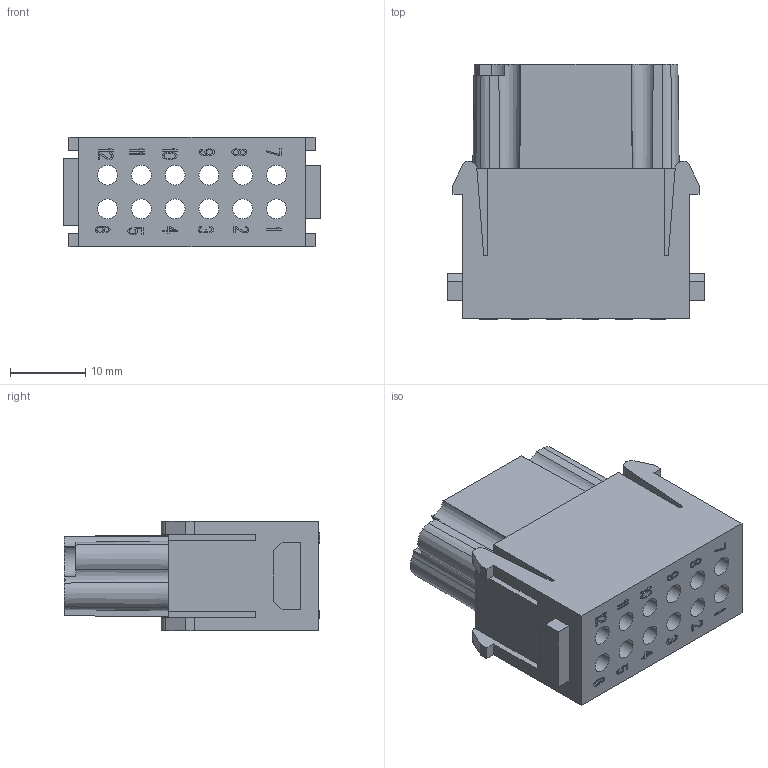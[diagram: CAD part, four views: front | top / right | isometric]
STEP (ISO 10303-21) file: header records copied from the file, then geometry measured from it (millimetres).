
FILE_DESCRIPTION((''),'2;1');
FILE_NAME('HM012_01','2017-06-16T',('tl.yang'),(''),'PRO/ENGINEER BY PARAMETRIC TECHNOLOGY CORPORATION, 2011500','PRO/ENGINEER BY PARAMETRIC TECHNOLOGY CORPORATION, 2011500','');
FILE_SCHEMA(('CONFIG_CONTROL_DESIGN'));
Length unit declared in the file: millimetre
Products named in the file (1): HM012_01
Bounding box: 34.2 x 34 x 14.6 mm (x, y, z)
Volume: 9787.8 mm3; surface area: 7680.9 mm2
Topology: 1 solids, 1 shells, 740 faces, 2076 edges, 1384 vertices
Faces by surface type: plane 669, cylinder 59, cone 12
Entity records: 23554 total; most frequent: CARTESIAN_POINT 4209, ORIENTED_EDGE 4152, DIRECTION 3698, EDGE_CURVE 2076, VECTOR 1928, LINE 1928, VERTEX_POINT 1384, AXIS2_PLACEMENT_3D 885
